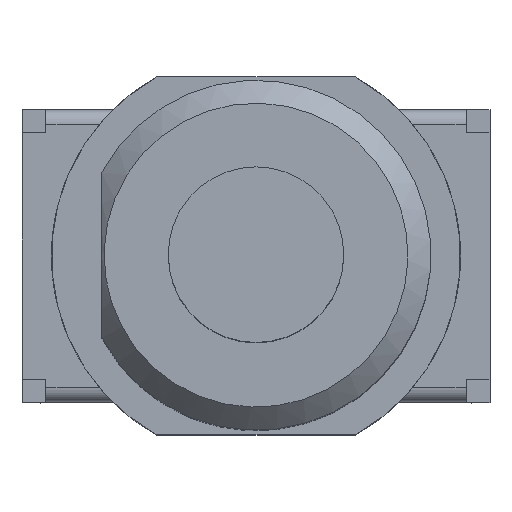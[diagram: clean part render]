
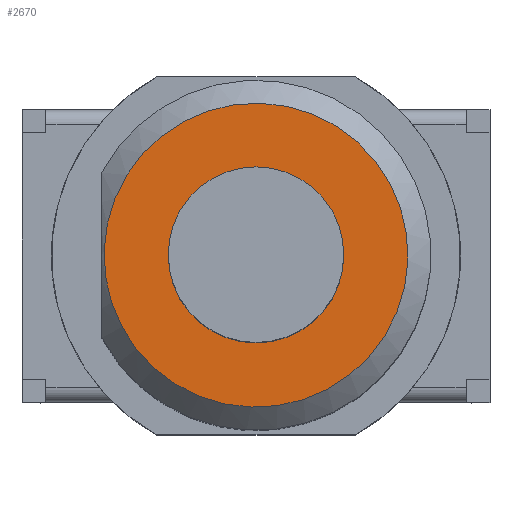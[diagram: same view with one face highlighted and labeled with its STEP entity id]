
A CAD part, top view. The second image highlights one B-rep face of the part: STEP entity #2670.
In plain terms, the highlighted planar face has unit normal (0, 0, 1).
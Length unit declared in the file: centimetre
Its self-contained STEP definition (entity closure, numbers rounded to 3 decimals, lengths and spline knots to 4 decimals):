
#76=FACE_BOUND('',#315,.T.);
#86=CIRCLE('',#2829,0.1525);
#91=CIRCLE('',#2838,0.264);
#167=FACE_OUTER_BOUND('',#314,.T.);
#314=EDGE_LOOP('',(#1782));
#315=EDGE_LOOP('',(#1783));
#1079=VERTEX_POINT('',#3742);
#1090=VERTEX_POINT('',#3770);
#1345=EDGE_CURVE('',#1079,#1079,#86,.T.);
#1356=EDGE_CURVE('',#1090,#1090,#91,.T.);
#1782=ORIENTED_EDGE('',*,*,#1356,.F.);
#1783=ORIENTED_EDGE('',*,*,#1345,.T.);
#2555=PLANE('',#2842);
#2670=ADVANCED_FACE('',(#167,#76),#2555,.T.);
#2829=AXIS2_PLACEMENT_3D('',#3744,#3046,#3047);
#2838=AXIS2_PLACEMENT_3D('',#3772,#3069,#3070);
#2842=AXIS2_PLACEMENT_3D('',#3780,#3079,#3080);
#3046=DIRECTION('center_axis',(0.,0.,
-1.));
#3047=DIRECTION('ref_axis',(1.,0.,0.));
#3069=DIRECTION('center_axis',(0.,0.,
-1.));
#3070=DIRECTION('ref_axis',(0.882,0.472,0.));
#3079=DIRECTION('center_axis',(0.,0.,
1.));
#3080=DIRECTION('ref_axis',(-1.,0.,0.));
#3742=CARTESIAN_POINT('',(-0.1525,0.,1.571));
#3744=CARTESIAN_POINT('Origin',(0.,0.,
1.571));
#3770=CARTESIAN_POINT('',(-0.2327,-0.1246,1.571));
#3772=CARTESIAN_POINT('Origin',(0.,0.,
1.571));
#3780=CARTESIAN_POINT('Origin',(-0.0204,0.,
1.571));
